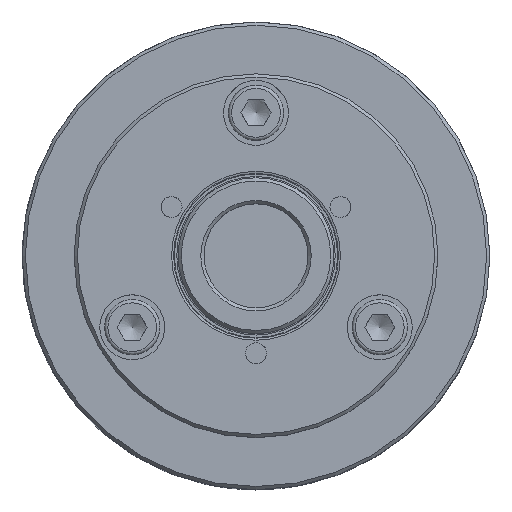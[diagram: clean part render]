
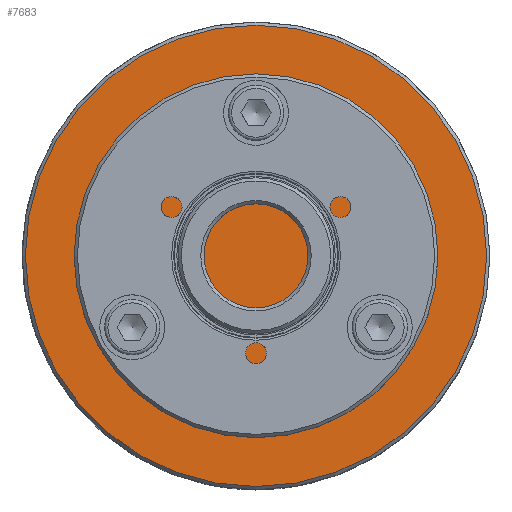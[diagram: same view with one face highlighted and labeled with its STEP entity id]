
A CAD part, top view. The second image highlights one B-rep face of the part: STEP entity #7683.
In plain terms, the highlighted planar face has unit normal (0, 0, 1).
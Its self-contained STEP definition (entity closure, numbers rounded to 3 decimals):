
#1188=PLANE('',#8197);
#1419=FACE_BOUND('',#2299,.T.);
#1420=FACE_BOUND('',#2300,.T.);
#1421=FACE_BOUND('',#2301,.T.);
#1422=FACE_BOUND('',#2302,.T.);
#2299=EDGE_LOOP('',(#5145));
#2300=EDGE_LOOP('',(#5146));
#2301=EDGE_LOOP('',(#5147));
#2302=EDGE_LOOP('',(#5148));
#2961=CIRCLE('',#8185,2.067);
#2963=CIRCLE('',#8189,2.067);
#2965=CIRCLE('',#8193,2.067);
#2966=CIRCLE('',#8195,35.5);
#3371=VERTEX_POINT('',#11359);
#3373=VERTEX_POINT('',#11365);
#3375=VERTEX_POINT('',#11371);
#3376=VERTEX_POINT('',#11374);
#4096=EDGE_CURVE('',#3371,#3371,#2961,.T.);
#4098=EDGE_CURVE('',#3373,#3373,#2963,.T.);
#4100=EDGE_CURVE('',#3375,#3375,#2965,.T.);
#4101=EDGE_CURVE('',#3376,#3376,#2966,.T.);
#5145=ORIENTED_EDGE('',*,*,#4096,.T.);
#5146=ORIENTED_EDGE('',*,*,#4098,.T.);
#5147=ORIENTED_EDGE('',*,*,#4100,.T.);
#5148=ORIENTED_EDGE('',*,*,#4101,.F.);
#7683=ADVANCED_FACE('',(#1419,#1420,#1421,#1422),#1188,.T.);
#8185=AXIS2_PLACEMENT_3D('',#11360,#9104,#9105);
#8189=AXIS2_PLACEMENT_3D('',#11366,#9112,#9113);
#8193=AXIS2_PLACEMENT_3D('',#11372,#9120,#9121);
#8195=AXIS2_PLACEMENT_3D('',#11375,#9124,#9125);
#8197=AXIS2_PLACEMENT_3D('',#11378,#9128,#9129);
#9104=DIRECTION('center_axis',(0.,0.,-1.));
#9105=DIRECTION('ref_axis',(-0.5,-0.866,0.));
#9112=DIRECTION('center_axis',(0.,0.,-1.));
#9113=DIRECTION('ref_axis',(-0.5,0.866,0.));
#9120=DIRECTION('center_axis',(0.,0.,-1.));
#9121=DIRECTION('ref_axis',(1.,0.,0.));
#9124=DIRECTION('center_axis',(0.,0.,-1.));
#9125=DIRECTION('ref_axis',(-1.,0.,0.));
#9128=DIRECTION('center_axis',(0.,0.,1.));
#9129=DIRECTION('ref_axis',(1.,0.,0.));
#11359=CARTESIAN_POINT('',(18.019,-12.79,25.7));
#11360=CARTESIAN_POINT('Origin',(19.053,-11.,25.7));
#11365=CARTESIAN_POINT('',(-20.086,-9.21,25.7));
#11366=CARTESIAN_POINT('Origin',(-19.053,-11.,25.7));
#11371=CARTESIAN_POINT('',(2.067,22.,25.7));
#11372=CARTESIAN_POINT('Origin',(0.,22.,25.7));
#11374=CARTESIAN_POINT('',(35.5,0.,25.7));
#11375=CARTESIAN_POINT('Origin',(0.,0.,25.7));
#11378=CARTESIAN_POINT('Origin',(0.,0.,
25.7));
